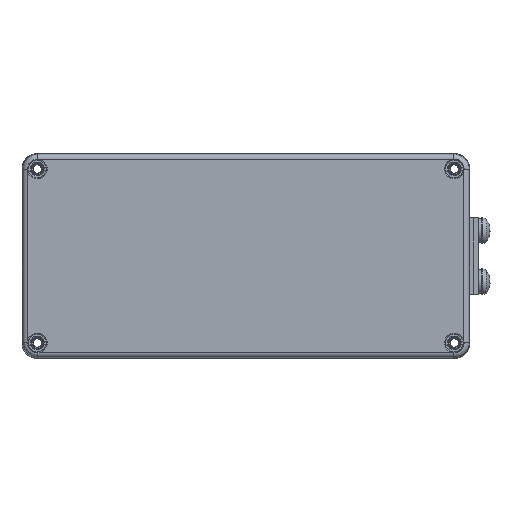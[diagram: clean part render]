
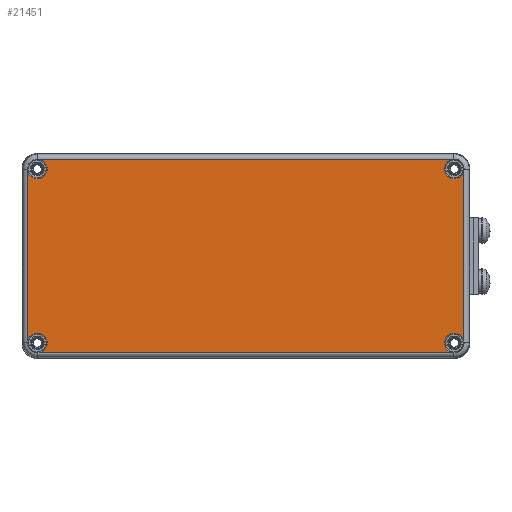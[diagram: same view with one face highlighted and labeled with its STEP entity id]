
A CAD part, top view. The second image highlights one B-rep face of the part: STEP entity #21451.
In plain terms, the highlighted face is planar.
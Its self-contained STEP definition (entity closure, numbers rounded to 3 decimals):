
#20693=CARTESIAN_POINT('',(85.273,33.245,-15.0));
#20694=VERTEX_POINT('',#20693);
#20704=CARTESIAN_POINT('',(80.745,37.773,-15.0));
#20705=VERTEX_POINT('',#20704);
#20706=CARTESIAN_POINT('',(81.499,33.999,-15.0));
#20707=DIRECTION('',(0.0,0.0,-1.0));
#20708=DIRECTION('',(1.0,0.0,0.0));
#20709=AXIS2_PLACEMENT_3D('',#20706,#20707,#20708);
#20710=CIRCLE('',#20709,3.848);
#20711=EDGE_CURVE('',#20694,#20705,#20710,.T.);
#20821=CARTESIAN_POINT('',(-80.745,37.773,-15.0));
#20822=VERTEX_POINT('',#20821);
#20823=CARTESIAN_POINT('',(80.745,37.773,-15.0));
#20824=DIRECTION('',(-1.0,0.0,0.0));
#20825=VECTOR('',#20824,161.49);
#20826=LINE('',#20823,#20825);
#20827=EDGE_CURVE('',#20705,#20822,#20826,.T.);
#21017=CARTESIAN_POINT('',(80.745,-37.773,-15.0));
#21018=VERTEX_POINT('',#21017);
#21028=CARTESIAN_POINT('',(85.273,-33.245,-15.0));
#21029=VERTEX_POINT('',#21028);
#21030=CARTESIAN_POINT('',(81.499,-33.999,-15.0));
#21031=DIRECTION('',(0.0,0.0,-1.0));
#21032=DIRECTION('',(1.0,0.0,0.0));
#21033=AXIS2_PLACEMENT_3D('',#21030,#21031,#21032);
#21034=CIRCLE('',#21033,3.848);
#21035=EDGE_CURVE('',#21018,#21029,#21034,.T.);
#21154=CARTESIAN_POINT('',(85.273,-33.245,-15.0));
#21155=DIRECTION('',(0.0,1.0,0.0));
#21156=VECTOR('',#21155,66.49);
#21157=LINE('',#21154,#21156);
#21158=EDGE_CURVE('',#21029,#20694,#21157,.T.);
#21320=CARTESIAN_POINT('',(-85.273,33.245,-15.0));
#21321=VERTEX_POINT('',#21320);
#21322=CARTESIAN_POINT('',(-81.499,33.999,-15.0));
#21323=DIRECTION('',(0.0,0.0,-1.0));
#21324=DIRECTION('',(1.0,0.0,0.0));
#21325=AXIS2_PLACEMENT_3D('',#21322,#21323,#21324);
#21326=CIRCLE('',#21325,3.848);
#21327=EDGE_CURVE('',#20822,#21321,#21326,.T.);
#21377=CARTESIAN_POINT('',(-85.273,-33.245,-15.0));
#21378=VERTEX_POINT('',#21377);
#21379=CARTESIAN_POINT('',(-85.273,33.245,-15.0));
#21380=DIRECTION('',(0.0,-1.0,0.0));
#21381=VECTOR('',#21380,66.49);
#21382=LINE('',#21379,#21381);
#21383=EDGE_CURVE('',#21321,#21378,#21382,.T.);
#21423=CARTESIAN_POINT('',(0.0,0.,-15.0));
#21424=DIRECTION('',(0.0,0.0,1.0));
#21425=DIRECTION('',(1.0,0.0,0.0));
#21426=AXIS2_PLACEMENT_3D('',#21423,#21424,#21425);
#21427=PLANE('',#21426);
#21428=ORIENTED_EDGE('',*,*,#20711,.F.);
#21429=ORIENTED_EDGE('',*,*,#21158,.F.);
#21430=ORIENTED_EDGE('',*,*,#21035,.F.);
#21431=CARTESIAN_POINT('',(-80.745,-37.773,-15.0));
#21432=VERTEX_POINT('',#21431);
#21433=CARTESIAN_POINT('',(-80.745,-37.773,-15.0));
#21434=DIRECTION('',(1.0,0.0,0.0));
#21435=VECTOR('',#21434,161.49);
#21436=LINE('',#21433,#21435);
#21437=EDGE_CURVE('',#21432,#21018,#21436,.T.);
#21438=ORIENTED_EDGE('',*,*,#21437,.F.);
#21439=CARTESIAN_POINT('',(-81.499,-33.999,-15.0));
#21440=DIRECTION('',(0.0,0.0,-1.0));
#21441=DIRECTION('',(1.0,0.0,0.0));
#21442=AXIS2_PLACEMENT_3D('',#21439,#21440,#21441);
#21443=CIRCLE('',#21442,3.848);
#21444=EDGE_CURVE('',#21378,#21432,#21443,.T.);
#21445=ORIENTED_EDGE('',*,*,#21444,.F.);
#21446=ORIENTED_EDGE('',*,*,#21383,.F.);
#21447=ORIENTED_EDGE('',*,*,#21327,.F.);
#21448=ORIENTED_EDGE('',*,*,#20827,.F.);
#21449=EDGE_LOOP('',(#21428,#21429,#21430,#21438,#21445,#21446,#21447,#21448));
#21450=FACE_OUTER_BOUND('',#21449,.T.);
#21451=ADVANCED_FACE('',(#21450),#21427,.F.);
